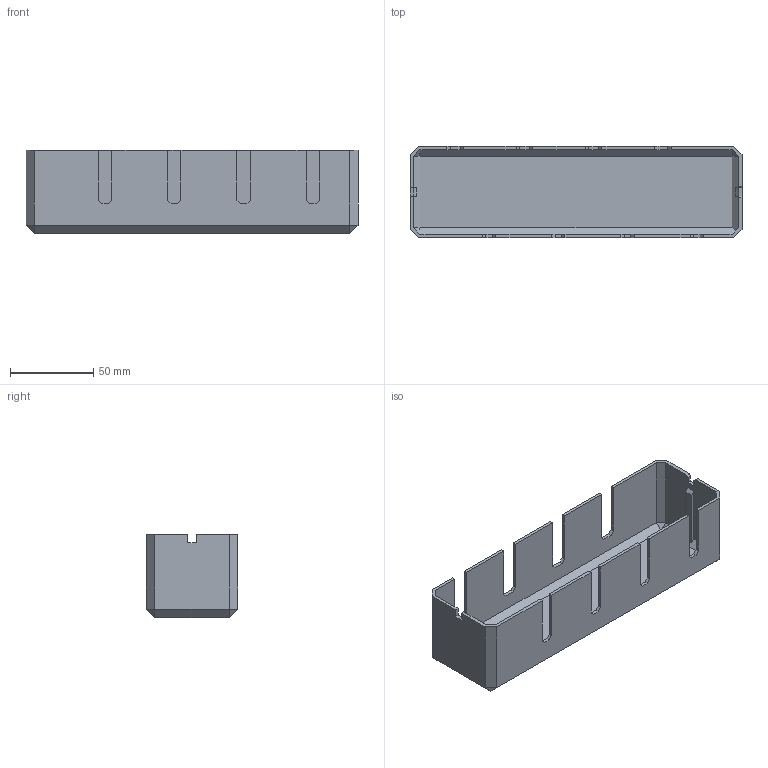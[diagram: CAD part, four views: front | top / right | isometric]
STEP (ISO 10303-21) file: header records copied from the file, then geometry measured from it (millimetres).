
FILE_DESCRIPTION(/* description */ ('Unknown'),/* implementation_level */ '2;1');
FILE_NAME(/* name */ 'Sensorcase',/* time_stamp */ '2024-03-10T17:28:12+01:00',/* author */ ('Unknown'),/* organization */ ('Unknown'),/* preprocessor_version */ 'ST-DEVELOPER v18.102',/* originating_system */ 'Solid Edge',/* authorisation */ 'Unknown');
FILE_SCHEMA (('AUTOMOTIVE_DESIGN {1 0 10303 214 3 1 1}'));
Length unit declared in the file: millimetre
Products named in the file (1): Sensorcase
Bounding box: 200 x 55 x 50 mm (x, y, z)
Volume: 62856.3 mm3; surface area: 63978.6 mm2
Topology: 1 solids, 1 shells, 99 faces, 270 edges, 173 vertices
Faces by surface type: plane 99
Entity records: 3068 total; most frequent: CARTESIAN_POINT 543, ORIENTED_EDGE 540, DIRECTION 470, EDGE_CURVE 270, LINE 270, VECTOR 270, VERTEX_POINT 173, AXIS2_PLACEMENT_3D 100
